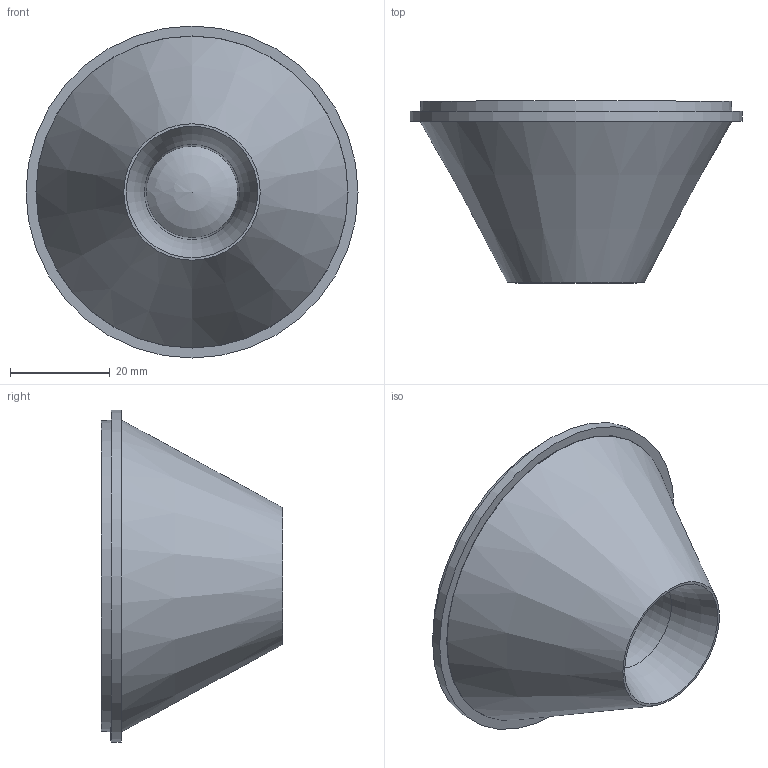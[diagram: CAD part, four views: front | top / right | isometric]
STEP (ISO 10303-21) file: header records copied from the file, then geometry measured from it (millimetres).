
FILE_DESCRIPTION(('STEP AP203'),'1');
FILE_NAME('COLLIMATOR LLC79N7.step','2019-10-03T13:20:21',(' '),(' '),'Spatial InterOp 3D',' ',' ');
FILE_SCHEMA(('CONFIG_CONTROL_DESIGN'));
Length unit declared in the file: millimetre
Products named in the file (1): 1
Bounding box: 66.47 x 36.38 x 66.47 mm (x, y, z)
Surface area: 11828.5 mm2 (no closed solid volume)
Topology: 0 solids, 1 shells, 533 faces, 1520 edges, 1024 vertices
Faces by surface type: extrusion 466, plane 53, cone 4, revolution 3, cylinder 3, torus 3, sphere 1
Full cylindrical faces by diameter (mm): 0.4 x1, 0.6 x1, 66.468 x1
Entity records: 32600 total; most frequent: CARTESIAN_POINT 21514, ORIENTED_EDGE 2996, B_SPLINE_CURVE_WITH_KNOTS 1880, EDGE_CURVE 1498, VERTEX_POINT 1017, DIRECTION 702, EDGE_LOOP 584, FACE_OUTER_BOUND 541
